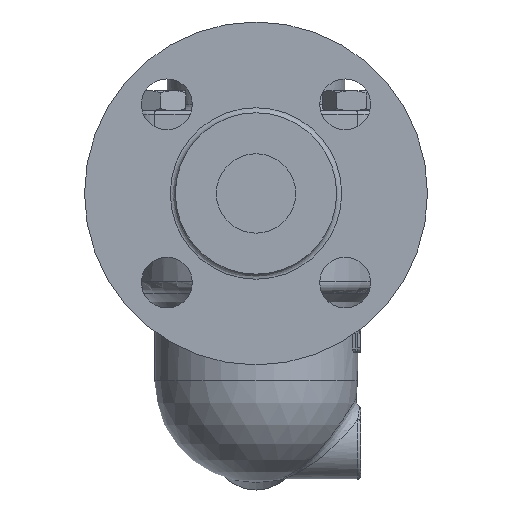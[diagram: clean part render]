
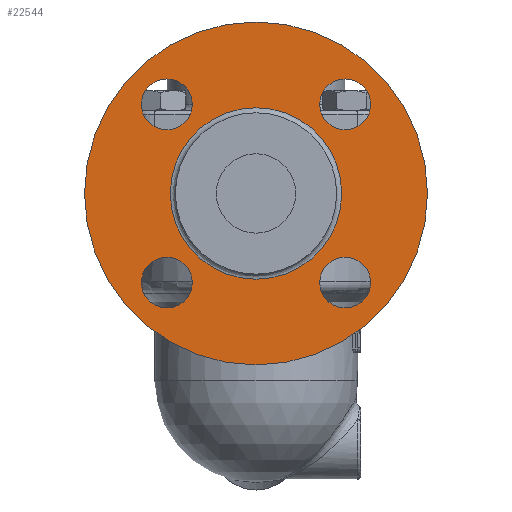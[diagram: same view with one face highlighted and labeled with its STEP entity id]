
A CAD part, left-side view. The second image highlights one B-rep face of the part: STEP entity #22544.
In plain terms, the highlighted planar face has unit normal (-1, 0, 0).
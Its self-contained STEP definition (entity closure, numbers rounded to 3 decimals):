
#22438=CARTESIAN_POINT('',(-103.4,0.,53.));
#22439=VERTEX_POINT('',#22438);
#22440=CARTESIAN_POINT('',(-103.4,0.0,-1.));
#22441=DIRECTION('',(1.0,0.0,0.0));
#22442=DIRECTION('',(0.0,0.0,-1.0));
#22443=AXIS2_PLACEMENT_3D('',#22440,#22441,#22442);
#22444=CIRCLE('',#22443,54.0);
#22445=EDGE_CURVE('',#22439,#22439,#22444,.T.);
#22481=CARTESIAN_POINT('',(-103.4,0.0,-1.));
#22482=DIRECTION('',(1.0,0.0,0.0));
#22483=DIRECTION('',(0.0,0.0,-1.0));
#22484=AXIS2_PLACEMENT_3D('',#22481,#22482,#22483);
#22485=PLANE('',#22484);
#22486=ORIENTED_EDGE('',*,*,#22445,.F.);
#22487=EDGE_LOOP('',(#22486));
#22488=FACE_OUTER_BOUND('',#22487,.T.);
#22489=CARTESIAN_POINT('',(-103.4,0.,26.));
#22490=VERTEX_POINT('',#22489);
#22491=CARTESIAN_POINT('',(-103.4,0.0,-1.));
#22492=DIRECTION('',(-1.0,0.0,0.0));
#22493=DIRECTION('',(0.0,0.0,-1.0));
#22494=AXIS2_PLACEMENT_3D('',#22491,#22492,#22493);
#22495=CIRCLE('',#22494,27.0);
#22496=EDGE_CURVE('',#22490,#22490,#22495,.T.);
#22497=ORIENTED_EDGE('',*,*,#22496,.F.);
#22498=EDGE_LOOP('',(#22497));
#22499=FACE_BOUND('',#22498,.T.);
#22500=CARTESIAN_POINT('',(-103.4,28.072,19.072));
#22501=VERTEX_POINT('',#22500);
#22502=CARTESIAN_POINT('',(-103.4,28.072,27.072));
#22503=DIRECTION('',(1.0,0.0,0.0));
#22504=DIRECTION('',(0.0,0.0,1.0));
#22505=AXIS2_PLACEMENT_3D('',#22502,#22503,#22504);
#22506=CIRCLE('',#22505,8.0);
#22507=EDGE_CURVE('',#22501,#22501,#22506,.T.);
#22508=ORIENTED_EDGE('',*,*,#22507,.T.);
#22509=EDGE_LOOP('',(#22508));
#22510=FACE_BOUND('',#22509,.T.);
#22511=CARTESIAN_POINT('',(-103.4,-20.072,27.072));
#22512=VERTEX_POINT('',#22511);
#22513=CARTESIAN_POINT('',(-103.4,-28.072,27.072));
#22514=DIRECTION('',(1.0,0.0,0.0));
#22515=DIRECTION('',(0.0,-1.0,0.0));
#22516=AXIS2_PLACEMENT_3D('',#22513,#22514,#22515);
#22517=CIRCLE('',#22516,8.0);
#22518=EDGE_CURVE('',#22512,#22512,#22517,.T.);
#22519=ORIENTED_EDGE('',*,*,#22518,.T.);
#22520=EDGE_LOOP('',(#22519));
#22521=FACE_BOUND('',#22520,.T.);
#22522=CARTESIAN_POINT('',(-103.4,-28.072,-21.072));
#22523=VERTEX_POINT('',#22522);
#22524=CARTESIAN_POINT('',(-103.4,-28.072,-29.072));
#22525=DIRECTION('',(1.0,0.0,0.0));
#22526=DIRECTION('',(0.0,0.0,-1.0));
#22527=AXIS2_PLACEMENT_3D('',#22524,#22525,#22526);
#22528=CIRCLE('',#22527,8.0);
#22529=EDGE_CURVE('',#22523,#22523,#22528,.T.);
#22530=ORIENTED_EDGE('',*,*,#22529,.T.);
#22531=EDGE_LOOP('',(#22530));
#22532=FACE_BOUND('',#22531,.T.);
#22533=CARTESIAN_POINT('',(-103.4,20.072,-29.072));
#22534=VERTEX_POINT('',#22533);
#22535=CARTESIAN_POINT('',(-103.4,28.072,-29.072));
#22536=DIRECTION('',(1.0,0.0,0.0));
#22537=DIRECTION('',(0.0,1.0,0.0));
#22538=AXIS2_PLACEMENT_3D('',#22535,#22536,#22537);
#22539=CIRCLE('',#22538,8.0);
#22540=EDGE_CURVE('',#22534,#22534,#22539,.T.);
#22541=ORIENTED_EDGE('',*,*,#22540,.T.);
#22542=EDGE_LOOP('',(#22541));
#22543=FACE_BOUND('',#22542,.T.);
#22544=ADVANCED_FACE('',(#22488,#22499,#22510,#22521,#22532,#22543),#22485,.F.);
